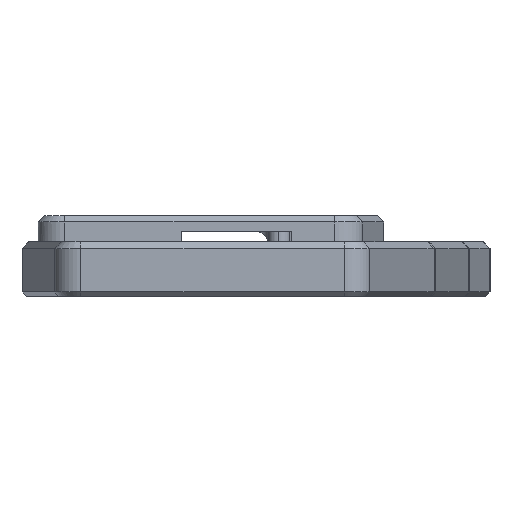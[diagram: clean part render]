
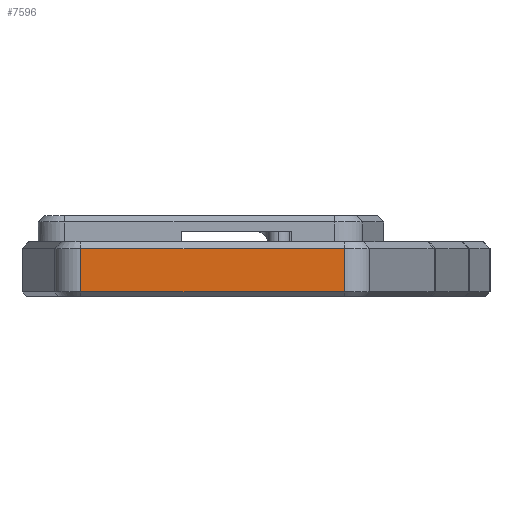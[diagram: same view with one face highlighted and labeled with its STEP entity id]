
A CAD part, left-side view. The second image highlights one B-rep face of the part: STEP entity #7596.
In plain terms, the highlighted planar face has unit normal (-1, 0, 0).
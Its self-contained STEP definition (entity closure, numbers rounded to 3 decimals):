
#7523=CARTESIAN_POINT('',(-142.007,-7.277,-1.859));
#7524=VERTEX_POINT('',#7523);
#7548=CARTESIAN_POINT('',(-142.007,-56.241,-1.859));
#7549=VERTEX_POINT('',#7548);
#7556=CARTESIAN_POINT('',(-142.007,-7.277,-1.859));
#7557=DIRECTION('',(-0.,-1.,0.));
#7558=VECTOR('',#7557,48.965);
#7559=LINE('',#7556,#7558);
#7560=EDGE_CURVE('',#7524,#7549,#7559,.T.);
#7566=CARTESIAN_POINT('',(-142.007,-31.759,46.45));
#7567=DIRECTION('',(-1.,0.,0.));
#7568=DIRECTION('',(-0.,-1.,0.));
#7569=AXIS2_PLACEMENT_3D('',#7566,#7567,#7568);
#7570=PLANE('',#7569);
#7571=ORIENTED_EDGE('',*,*,#7560,.T.);
#7572=CARTESIAN_POINT('',(-142.007,-56.241,6.2));
#7573=VERTEX_POINT('',#7572);
#7574=CARTESIAN_POINT('',(-142.007,-56.241,6.2));
#7575=DIRECTION('',(0.,0.,-1.));
#7576=VECTOR('',#7575,8.059);
#7577=LINE('',#7574,#7576);
#7578=EDGE_CURVE('',#7573,#7549,#7577,.T.);
#7579=ORIENTED_EDGE('',*,*,#7578,.F.);
#7580=CARTESIAN_POINT('',(-142.007,-7.277,6.2));
#7581=VERTEX_POINT('',#7580);
#7582=CARTESIAN_POINT('',(-142.007,-56.241,6.2));
#7583=DIRECTION('',(0.,1.,0.));
#7584=VECTOR('',#7583,48.965);
#7585=LINE('',#7582,#7584);
#7586=EDGE_CURVE('',#7573,#7581,#7585,.T.);
#7587=ORIENTED_EDGE('',*,*,#7586,.T.);
#7588=CARTESIAN_POINT('',(-142.007,-7.277,6.2));
#7589=DIRECTION('',(0.,0.,-1.));
#7590=VECTOR('',#7589,8.059);
#7591=LINE('',#7588,#7590);
#7592=EDGE_CURVE('',#7581,#7524,#7591,.T.);
#7593=ORIENTED_EDGE('',*,*,#7592,.T.);
#7594=EDGE_LOOP('',(#7571,#7579,#7587,#7593));
#7595=FACE_BOUND('',#7594,.T.);
#7596=ADVANCED_FACE('',(#7595),#7570,.T.);
